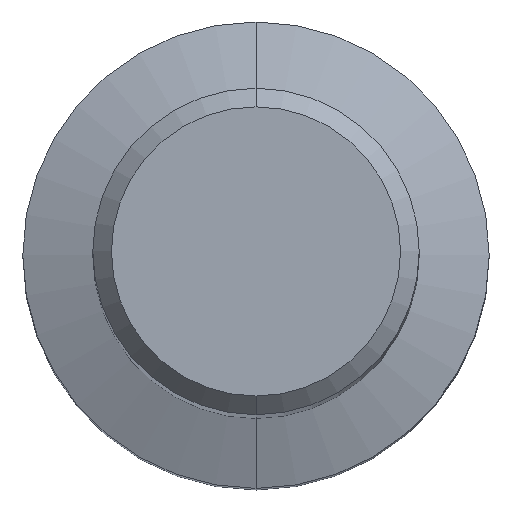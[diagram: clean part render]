
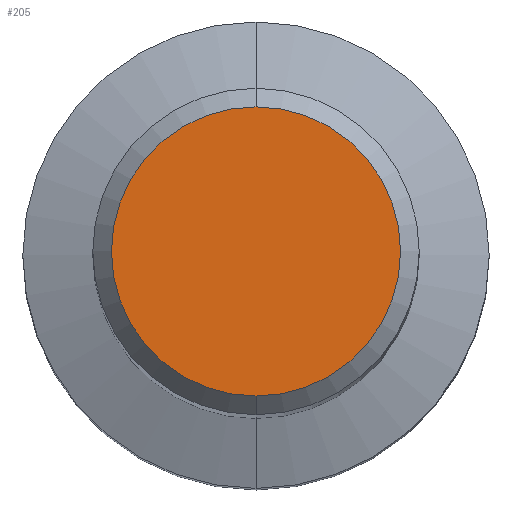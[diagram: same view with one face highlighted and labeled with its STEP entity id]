
A CAD part, top view. The second image highlights one B-rep face of the part: STEP entity #205.
In plain terms, the highlighted planar face has unit normal (0, 0, 1).
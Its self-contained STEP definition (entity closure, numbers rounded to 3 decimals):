
#205=ADVANCED_FACE('',(#560),#561,.T.);
#209=EDGE_CURVE('',#221,#345,#565,.T.);
#221=VERTEX_POINT('',#578);
#299=EDGE_CURVE('',#345,#221,#667,.T.);
#345=VERTEX_POINT('',#718);
#560=FACE_OUTER_BOUND('',#945,.T.);
#561=PLANE('',#946);
#565=CIRCLE('',#953,3.1);
#578=CARTESIAN_POINT('',(0.,-3.1,0.0));
#667=CIRCLE('',#1168,3.1);
#718=CARTESIAN_POINT('',(0.0,3.1,0.0));
#945=EDGE_LOOP('',(#1647,#1648));
#946=AXIS2_PLACEMENT_3D('',#1649,#1650,#1651);
#953=AXIS2_PLACEMENT_3D('',#1653,#1654,#1655);
#1168=AXIS2_PLACEMENT_3D('',#1786,#1787,#1788);
#1647=ORIENTED_EDGE('',*,*,#299,.F.);
#1648=ORIENTED_EDGE('',*,*,#209,.F.);
#1649=CARTESIAN_POINT('',(0.0,1.55,0.0));
#1650=DIRECTION('',(-0.0,0.0,1.0));
#1651=DIRECTION('',(0.0,-1.0,0.0));
#1653=CARTESIAN_POINT('',(0.0,0.0,0.0));
#1654=DIRECTION('',(0.0,0.0,-1.0));
#1655=DIRECTION('',(0.0,1.0,0.0));
#1786=CARTESIAN_POINT('',(0.0,0.0,0.0));
#1787=DIRECTION('',(0.0,0.0,-1.0));
#1788=DIRECTION('',(0.0,1.0,0.0));
